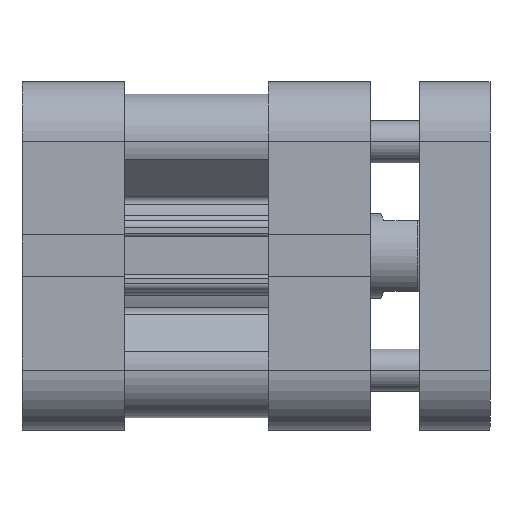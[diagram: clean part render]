
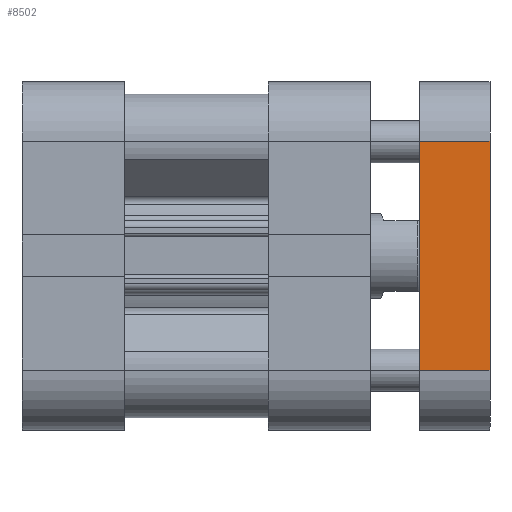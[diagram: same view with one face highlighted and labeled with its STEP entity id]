
A CAD part, top view. The second image highlights one B-rep face of the part: STEP entity #8502.
In plain terms, the highlighted face is planar.
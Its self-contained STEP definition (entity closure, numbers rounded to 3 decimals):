
#1517 = AXIS2_PLACEMENT_3D ( 'NONE', #2865, #2871, #2872 ) ;
#2862 = PLANE ( 'NONE',  #1517 ) ;
#2865 = CARTESIAN_POINT ( 'NONE',  ( 25.002, 0., -24.75 ) ) ;
#2871 = DIRECTION ( 'NONE',  ( 0., 0., 1. ) ) ;
#2872 = DIRECTION ( 'NONE',  ( 1., 0., 0. ) ) ;
#3484 = FACE_OUTER_BOUND ( 'NONE', #9593, .T. ) ;
#4018 = LINE ( 'NONE', #6126, #4033 ) ;
#4033 = VECTOR ( 'NONE', #6128, 1000. ) ;
#4055 = VECTOR ( 'NONE', #6158, 1000. ) ;
#4066 = LINE ( 'NONE', #6152, #4055 ) ;
#4150 = LINE ( 'NONE', #6221, #4152 ) ;
#4152 = VECTOR ( 'NONE', #6222, 1000. ) ;
#4165 = LINE ( 'NONE', #6225, #4166 ) ;
#4166 = VECTOR ( 'NONE', #6226, 1000. ) ;
#4496 = CARTESIAN_POINT ( 'NONE',  ( -20., -16.25, -24.75 ) ) ;
#4498 = CARTESIAN_POINT ( 'NONE',  ( -20., 16.25, -24.75 ) ) ;
#4552 = CARTESIAN_POINT ( 'NONE',  ( -10., -16.25, -24.75 ) ) ;
#4553 = CARTESIAN_POINT ( 'NONE',  ( -10., 16.25, -24.75 ) ) ;
#5277 = VERTEX_POINT ( 'NONE', #4552 ) ;
#5279 = VERTEX_POINT ( 'NONE', #4553 ) ;
#5301 = VERTEX_POINT ( 'NONE', #4496 ) ;
#5302 = VERTEX_POINT ( 'NONE', #4498 ) ;
#6126 = CARTESIAN_POINT ( 'NONE',  ( -10., 0., -24.75 ) ) ;
#6128 = DIRECTION ( 'NONE',  ( 0., -1., 0. ) ) ;
#6152 = CARTESIAN_POINT ( 'NONE',  ( -20., 0., -24.75 ) ) ;
#6158 = DIRECTION ( 'NONE',  ( 0., 1., 0. ) ) ;
#6221 = CARTESIAN_POINT ( 'NONE',  ( 25.002, 16.25, -24.75 ) ) ;
#6222 = DIRECTION ( 'NONE',  ( 1., 0., 0. ) ) ;
#6225 = CARTESIAN_POINT ( 'NONE',  ( -20., -16.25, -24.75 ) ) ;
#6226 = DIRECTION ( 'NONE',  ( -1., 0., 0. ) ) ;
#8502 = ADVANCED_FACE ( 'NONE', ( #3484 ), #2862, .F. ) ;
#8735 = EDGE_CURVE ( 'NONE', #5279, #5277, #4018, .T. ) ;
#8743 = EDGE_CURVE ( 'NONE', #5301, #5302, #4066, .T. ) ;
#8767 = EDGE_CURVE ( 'NONE', #5302, #5279, #4150, .T. ) ;
#8769 = EDGE_CURVE ( 'NONE', #5277, #5301, #4165, .T. ) ;
#9593 = EDGE_LOOP ( 'NONE', ( #10263, #10264, #10265, #10266 ) ) ;
#10263 = ORIENTED_EDGE ( 'NONE', *, *, #8735, .T. ) ;
#10264 = ORIENTED_EDGE ( 'NONE', *, *, #8769, .T. ) ;
#10265 = ORIENTED_EDGE ( 'NONE', *, *, #8743, .T. ) ;
#10266 = ORIENTED_EDGE ( 'NONE', *, *, #8767, .T. ) ;
